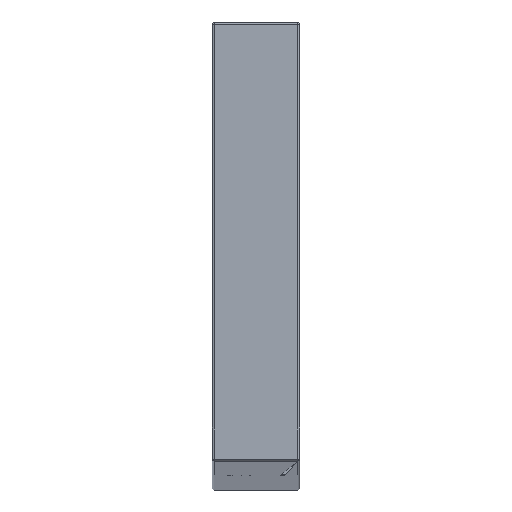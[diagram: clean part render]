
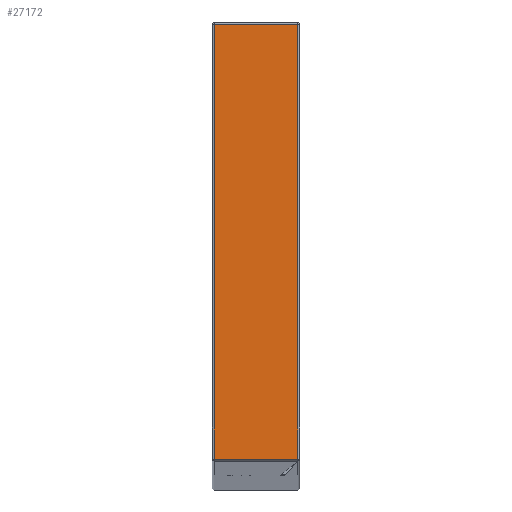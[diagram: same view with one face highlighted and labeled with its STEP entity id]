
A CAD part, top view. The second image highlights one B-rep face of the part: STEP entity #27172.
In plain terms, the highlighted planar face has unit normal (0, 0, 1).
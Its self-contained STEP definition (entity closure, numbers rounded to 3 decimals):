
#45 = VECTOR ( 'NONE', #42685, 1000. ) ;
#304 = LINE ( 'NONE', #2162, #4131 ) ;
#2162 = CARTESIAN_POINT ( 'NONE',  ( 3.8, 20., 750. ) ) ;
#2478 = DIRECTION ( 'NONE',  ( 0., 1., 0. ) ) ;
#2549 = PLANE ( 'NONE',  #43552 ) ;
#3388 = ORIENTED_EDGE ( 'NONE', *, *, #34172, .T. ) ;
#4131 = VECTOR ( 'NONE', #2478, 1000. ) ;
#6421 = DIRECTION ( 'NONE',  ( -1., 0., 0. ) ) ;
#9717 = DIRECTION ( 'NONE',  ( 0., 0., -1. ) ) ;
#10016 = DIRECTION ( 'NONE',  ( -1., 0., 0. ) ) ;
#12461 = ORIENTED_EDGE ( 'NONE', *, *, #24951, .T. ) ;
#15438 = ORIENTED_EDGE ( 'NONE', *, *, #40294, .T. ) ;
#17547 = CARTESIAN_POINT ( 'NONE',  ( 4., -19.8, 750. ) ) ;
#17702 = CARTESIAN_POINT ( 'NONE',  ( 3.8, -19.8, 750. ) ) ;
#18575 = VERTEX_POINT ( 'NONE', #31559 ) ;
#23005 = EDGE_LOOP ( 'NONE', ( #25508, #12461, #15438, #3388 ) ) ;
#23740 = CARTESIAN_POINT ( 'NONE',  ( 4., 20., 750. ) ) ;
#24054 = VERTEX_POINT ( 'NONE', #25036 ) ;
#24951 = EDGE_CURVE ( 'NONE', #40058, #37184, #35280, .T. ) ;
#25036 = CARTESIAN_POINT ( 'NONE',  ( 3.8, 19.8, 750. ) ) ;
#25508 = ORIENTED_EDGE ( 'NONE', *, *, #43908, .T. ) ;
#26423 = LINE ( 'NONE', #37555, #31870 ) ;
#27172 = ADVANCED_FACE ( 'NONE', ( #38361 ), #2549, .F. ) ;
#27882 = LINE ( 'NONE', #42997, #45 ) ;
#31559 = CARTESIAN_POINT ( 'NONE',  ( -3.8, 19.8, 750. ) ) ;
#31870 = VECTOR ( 'NONE', #6421, 1000. ) ;
#34172 = EDGE_CURVE ( 'NONE', #24054, #18575, #26423, .T. ) ;
#35280 = LINE ( 'NONE', #17547, #42966 ) ;
#37184 = VERTEX_POINT ( 'NONE', #17702 ) ;
#37555 = CARTESIAN_POINT ( 'NONE',  ( 4., 19.8, 750. ) ) ;
#38104 = CARTESIAN_POINT ( 'NONE',  ( -3.8, -19.8, 750. ) ) ;
#38361 = FACE_OUTER_BOUND ( 'NONE', #23005, .T. ) ;
#40058 = VERTEX_POINT ( 'NONE', #38104 ) ;
#40294 = EDGE_CURVE ( 'NONE', #37184, #24054, #304, .T. ) ;
#42061 = DIRECTION ( 'NONE',  ( 1., 0., 0. ) ) ;
#42685 = DIRECTION ( 'NONE',  ( 0., -1., 0. ) ) ;
#42966 = VECTOR ( 'NONE', #42061, 1000. ) ;
#42997 = CARTESIAN_POINT ( 'NONE',  ( -3.8, 20., 750. ) ) ;
#43552 = AXIS2_PLACEMENT_3D ( 'NONE', #23740, #9717, #10016 ) ;
#43908 = EDGE_CURVE ( 'NONE', #18575, #40058, #27882, .T. ) ;
